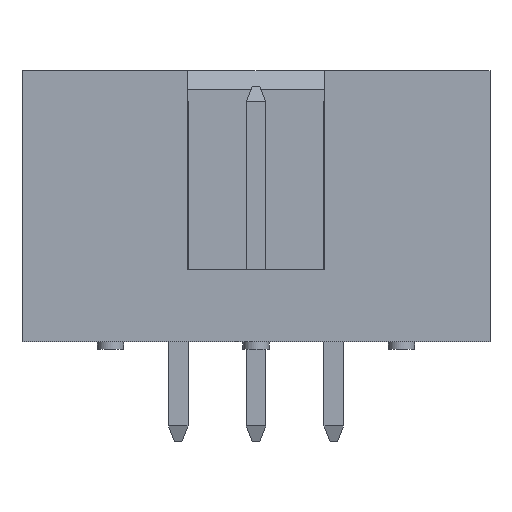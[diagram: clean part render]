
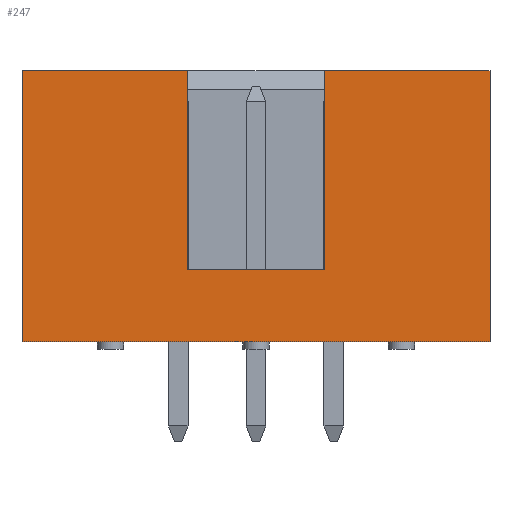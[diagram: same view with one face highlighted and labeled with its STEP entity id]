
A CAD part, front view. The second image highlights one B-rep face of the part: STEP entity #247.
In plain terms, the highlighted planar face has unit normal (0, -1, 0).
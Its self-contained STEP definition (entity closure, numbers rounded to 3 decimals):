
#247=ADVANCED_FACE('',(#668),#669,.F.);
#668=FACE_OUTER_BOUND('',#1266,.T.);
#669=PLANE('',#1267);
#1266=EDGE_LOOP('',(#1942,#1943,#1944,#1945,#1946,#1947,#1948,#1949));
#1267=AXIS2_PLACEMENT_3D('',#1950,#1951,#1952);
#1942=ORIENTED_EDGE('',*,*,#3463,.F.);
#1943=ORIENTED_EDGE('',*,*,#3464,.T.);
#1944=ORIENTED_EDGE('',*,*,#3465,.T.);
#1945=ORIENTED_EDGE('',*,*,#3466,.F.);
#1946=ORIENTED_EDGE('',*,*,#3467,.F.);
#1947=ORIENTED_EDGE('',*,*,#3392,.F.);
#1948=ORIENTED_EDGE('',*,*,#3468,.F.);
#1949=ORIENTED_EDGE('',*,*,#3469,.F.);
#1950=CARTESIAN_POINT('',(0.0,-4.425,0.0));
#1951=DIRECTION('',(-0.0,1.0,0.0));
#1952=DIRECTION('',(1.0,0.0,0.0));
#3392=EDGE_CURVE('',#4027,#4029,#4030,.T.);
#3463=EDGE_CURVE('',#4151,#4152,#4153,.T.);
#3464=EDGE_CURVE('',#4151,#4154,#4155,.T.);
#3465=EDGE_CURVE('',#4154,#4156,#4157,.T.);
#3466=EDGE_CURVE('',#4158,#4156,#4159,.T.);
#3467=EDGE_CURVE('',#4029,#4158,#4160,.T.);
#3468=EDGE_CURVE('',#4161,#4027,#4162,.T.);
#3469=EDGE_CURVE('',#4152,#4161,#4163,.T.);
#4027=VERTEX_POINT('',#4903);
#4029=VERTEX_POINT('',#4906);
#4030=LINE('',#4907,#4908);
#4151=VERTEX_POINT('',#5083);
#4152=VERTEX_POINT('',#5084);
#4153=LINE('',#5085,#5086);
#4154=VERTEX_POINT('',#5087);
#4155=LINE('',#5088,#5089);
#4156=VERTEX_POINT('',#5090);
#4157=LINE('',#5091,#5092);
#4158=VERTEX_POINT('',#5093);
#4159=LINE('',#5094,#5095);
#4160=LINE('',#5096,#5097);
#4161=VERTEX_POINT('',#5098);
#4162=LINE('',#5099,#5100);
#4163=LINE('',#5101,#5102);
#4903=CARTESIAN_POINT('',(7.64,-4.425,-4.425));
#4906=CARTESIAN_POINT('',(-7.64,-4.425,-4.425));
#4907=CARTESIAN_POINT('',(7.64,-4.425,-4.425));
#4908=VECTOR('',#6122,1000.0);
#5083=CARTESIAN_POINT('',(2.25,-4.425,-2.075));
#5084=CARTESIAN_POINT('',(2.25,-4.425,4.425));
#5085=CARTESIAN_POINT('',(2.25,-4.425,-2.075));
#5086=VECTOR('',#6201,1000.0);
#5087=CARTESIAN_POINT('',(-2.25,-4.425,-2.075));
#5088=CARTESIAN_POINT('',(2.25,-4.425,-2.075));
#5089=VECTOR('',#6202,1000.0);
#5090=CARTESIAN_POINT('',(-2.25,-4.425,4.425));
#5091=CARTESIAN_POINT('',(-2.25,-4.425,-2.075));
#5092=VECTOR('',#6203,1000.0);
#5093=CARTESIAN_POINT('',(-7.64,-4.425,4.425));
#5094=CARTESIAN_POINT('',(-7.64,-4.425,4.425));
#5095=VECTOR('',#6204,1000.0);
#5096=CARTESIAN_POINT('',(-7.64,-4.425,-4.425));
#5097=VECTOR('',#6205,1000.0);
#5098=CARTESIAN_POINT('',(7.64,-4.425,4.425));
#5099=CARTESIAN_POINT('',(7.64,-4.425,4.425));
#5100=VECTOR('',#6206,1000.0);
#5101=CARTESIAN_POINT('',(-7.64,-4.425,4.425));
#5102=VECTOR('',#6207,1000.0);
#6122=DIRECTION('',(-1.0,0.0,0.0));
#6201=DIRECTION('',(0.0,0.0,1.0));
#6202=DIRECTION('',(-1.0,0.0,0.0));
#6203=DIRECTION('',(0.0,0.0,1.0));
#6204=DIRECTION('',(1.0,0.0,0.0));
#6205=DIRECTION('',(0.0,0.0,1.0));
#6206=DIRECTION('',(0.0,0.0,-1.0));
#6207=DIRECTION('',(1.0,0.0,0.0));
